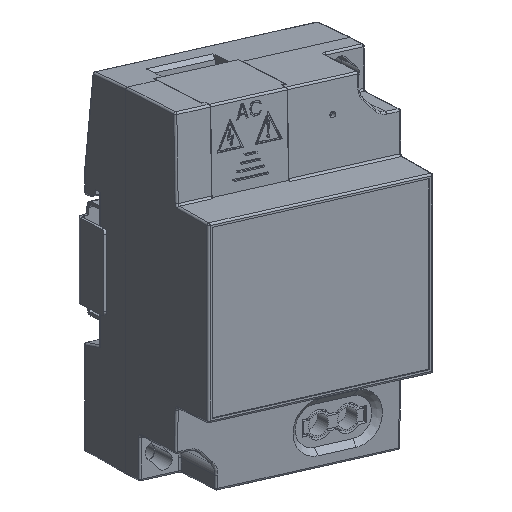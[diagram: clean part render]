
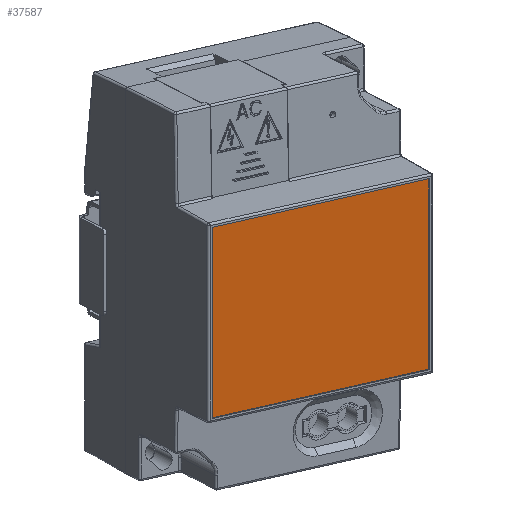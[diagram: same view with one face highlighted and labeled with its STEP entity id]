
A CAD part, top view. The second image highlights one B-rep face of the part: STEP entity #37587.
In plain terms, the highlighted face is planar.
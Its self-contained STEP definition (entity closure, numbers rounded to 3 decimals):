
#35462=CARTESIAN_POINT('Vertex',(8.25,50.487,-23.324)) ;
#35465=CARTESIAN_POINT('Line Origine',(8.25,50.487,-45.537)) ;
#35469=CARTESIAN_POINT('Vertex',(8.25,50.487,-67.75)) ;
#35489=CARTESIAN_POINT('Line Origine',(36.75,50.487,-67.75)) ;
#35493=CARTESIAN_POINT('Vertex',(65.25,50.487,-67.75)) ;
#35513=CARTESIAN_POINT('Line Origine',(65.25,50.487,-45.537)) ;
#35517=CARTESIAN_POINT('Vertex',(65.25,50.487,-23.324)) ;
#35537=CARTESIAN_POINT('Line Origine',(36.75,50.487,-23.324)) ;
#37576=CARTESIAN_POINT('Axis2P3D Location',(7.25,50.487,-45.537)) ;
#35466=DIRECTION('Vector Direction',(0.,0.,1.)) ;
#35490=DIRECTION('Vector Direction',(-1.,0.,0.)) ;
#35514=DIRECTION('Vector Direction',(0.,0.,-1.)) ;
#35538=DIRECTION('Vector Direction',(1.,0.,0.)) ;
#37577=DIRECTION('Axis2P3D Direction',(0.,1.,0.)) ;
#37578=DIRECTION('Axis2P3D XDirection',(-1.,0.,0.)) ;
#37579=AXIS2_PLACEMENT_3D('Plane Axis2P3D',#37576,#37577,#37578) ;
#37582=ORIENTED_EDGE('',*,*,#35519,.T.) ;
#37583=ORIENTED_EDGE('',*,*,#35495,.T.) ;
#37584=ORIENTED_EDGE('',*,*,#35471,.T.) ;
#37585=ORIENTED_EDGE('',*,*,#35541,.T.) ;
#35467=VECTOR('Line Direction',#35466,1.) ;
#35491=VECTOR('Line Direction',#35490,1.) ;
#35515=VECTOR('Line Direction',#35514,1.) ;
#35539=VECTOR('Line Direction',#35538,1.) ;
#37587=ADVANCED_FACE('19\\18\\MANIFOLD_SOLID_BREP #44937',(#37586),#37580,.T.) ;
#35471=EDGE_CURVE('',#35470,#35463,#35468,.T.) ;
#35495=EDGE_CURVE('',#35494,#35470,#35492,.T.) ;
#35519=EDGE_CURVE('',#35518,#35494,#35516,.T.) ;
#35541=EDGE_CURVE('',#35463,#35518,#35540,.T.) ;
#37581=EDGE_LOOP('',(#37582,#37583,#37584,#37585)) ;
#37586=FACE_OUTER_BOUND('',#37581,.T.) ;
#35468=LINE('Line',#35465,#35467) ;
#35492=LINE('Line',#35489,#35491) ;
#35516=LINE('Line',#35513,#35515) ;
#35540=LINE('Line',#35537,#35539) ;
#37580=PLANE('',#37579) ;
#35463=VERTEX_POINT('',#35462) ;
#35470=VERTEX_POINT('',#35469) ;
#35494=VERTEX_POINT('',#35493) ;
#35518=VERTEX_POINT('',#35517) ;
